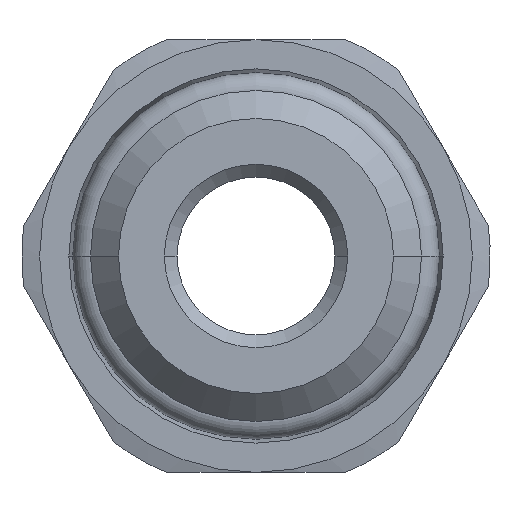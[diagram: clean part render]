
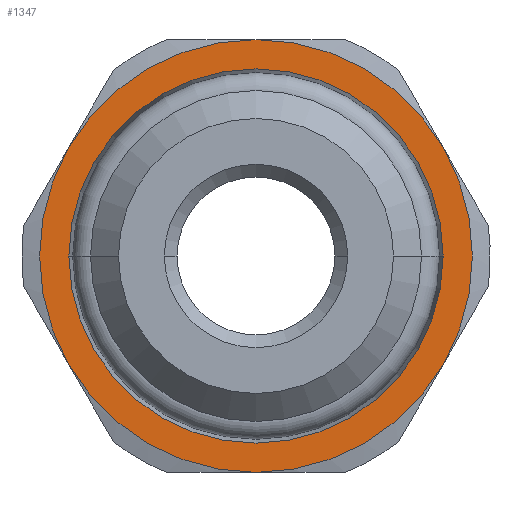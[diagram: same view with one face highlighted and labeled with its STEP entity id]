
A CAD part, front view. The second image highlights one B-rep face of the part: STEP entity #1347.
In plain terms, the highlighted planar face has unit normal (0, -1, 0).
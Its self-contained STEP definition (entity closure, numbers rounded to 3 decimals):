
#174=CARTESIAN_POINT('',(0.,0.,8.5));
#210=CARTESIAN_POINT('',(0.,0.,0.));
#211=DIRECTION('',(0.,-1.,0.));
#212=DIRECTION('',(-1.,0.,0.));
#213=AXIS2_PLACEMENT_3D('',#210,#211,#212);
#215=CARTESIAN_POINT('',(0.,0.,0.));
#216=DIRECTION('',(0.,-1.,0.));
#217=DIRECTION('',(1.,0.,0.));
#218=AXIS2_PLACEMENT_3D('',#215,#216,#217);
#220=CARTESIAN_POINT('',(0.,0.,0.));
#221=DIRECTION('',(0.,-1.,0.));
#222=DIRECTION('',(0.,0.,1.));
#223=AXIS2_PLACEMENT_3D('',#220,#221,#222);
#225=CARTESIAN_POINT('',(0.,0.,0.));
#226=DIRECTION('',(0.,-1.,0.));
#227=DIRECTION('',(0.866,0.,0.5));
#228=AXIS2_PLACEMENT_3D('',#225,#226,#227);
#230=CARTESIAN_POINT('',(0.,0.,0.));
#231=DIRECTION('',(0.,-1.,0.));
#232=DIRECTION('',(0.866,0.,-0.5));
#233=AXIS2_PLACEMENT_3D('',#230,#231,#232);
#235=CARTESIAN_POINT('',(0.,0.,0.));
#236=DIRECTION('',(0.,-1.,0.));
#237=DIRECTION('',(0.,0.,-1.));
#238=AXIS2_PLACEMENT_3D('',#235,#236,#237);
#240=CARTESIAN_POINT('',(0.,0.,0.));
#241=DIRECTION('',(0.,-1.,0.));
#242=DIRECTION('',(-0.866,0.,-0.5));
#243=AXIS2_PLACEMENT_3D('',#240,#241,#242);
#245=CARTESIAN_POINT('',(0.,0.,0.));
#246=DIRECTION('',(0.,-1.,0.));
#247=DIRECTION('',(-0.866,0.,0.5));
#248=AXIS2_PLACEMENT_3D('',#245,#246,#247);
#618=CARTESIAN_POINT('',(-7.361,0.,-4.25));
#650=CARTESIAN_POINT('',(-7.361,0.,4.25));
#683=CARTESIAN_POINT('',(0.,0.,-8.5));
#718=CARTESIAN_POINT('',(7.361,0.,4.25));
#750=CARTESIAN_POINT('',(7.361,0.,-4.25));
#904=CARTESIAN_POINT('',(-7.35,0.,0.));
#905=VERTEX_POINT('',#904);
#908=CARTESIAN_POINT('',(7.35,0.,0.));
#909=VERTEX_POINT('',#908);
#962=VERTEX_POINT('',#174);
#969=VERTEX_POINT('',#650);
#975=VERTEX_POINT('',#618);
#981=VERTEX_POINT('',#683);
#987=VERTEX_POINT('',#750);
#993=VERTEX_POINT('',#718);
#1325=CARTESIAN_POINT('',(0.,0.,0.));
#1326=DIRECTION('',(0.,-1.,0.));
#1327=DIRECTION('',(0.,0.,1.));
#1328=AXIS2_PLACEMENT_3D('',#1325,#1326,#1327);
#1329=PLANE('',#1328);
#1330=ORIENTED_EDGE('',*,*,#1284,.F.);
#1332=ORIENTED_EDGE('',*,*,#1331,.F.);
#1334=ORIENTED_EDGE('',*,*,#1333,.F.);
#1336=ORIENTED_EDGE('',*,*,#1335,.F.);
#1337=ORIENTED_EDGE('',*,*,#1316,.F.);
#1338=ORIENTED_EDGE('',*,*,#1300,.F.);
#1339=EDGE_LOOP('',(#1330,#1332,#1334,#1336,#1337,#1338));
#1340=FACE_OUTER_BOUND('',#1339,.F.);
#1342=ORIENTED_EDGE('',*,*,#1341,.T.);
#1344=ORIENTED_EDGE('',*,*,#1343,.T.);
#1345=EDGE_LOOP('',(#1342,#1344));
#1346=FACE_BOUND('',#1345,.F.);
#1347=ADVANCED_FACE('',(#1340,#1346),#1329,.T.);
#214=CIRCLE('',#213,7.35);
#219=CIRCLE('',#218,7.35);
#224=CIRCLE('',#223,8.5);
#229=CIRCLE('',#228,8.5);
#234=CIRCLE('',#233,8.5);
#239=CIRCLE('',#238,8.5);
#244=CIRCLE('',#243,8.5);
#249=CIRCLE('',#248,8.5);
#1284=EDGE_CURVE('',#962,#969,#224,.T.);
#1300=EDGE_CURVE('',#969,#975,#249,.T.);
#1316=EDGE_CURVE('',#975,#981,#244,.T.);
#1331=EDGE_CURVE('',#993,#962,#229,.T.);
#1333=EDGE_CURVE('',#987,#993,#234,.T.);
#1335=EDGE_CURVE('',#981,#987,#239,.T.);
#1341=EDGE_CURVE('',#905,#909,#214,.T.);
#1343=EDGE_CURVE('',#909,#905,#219,.T.);
